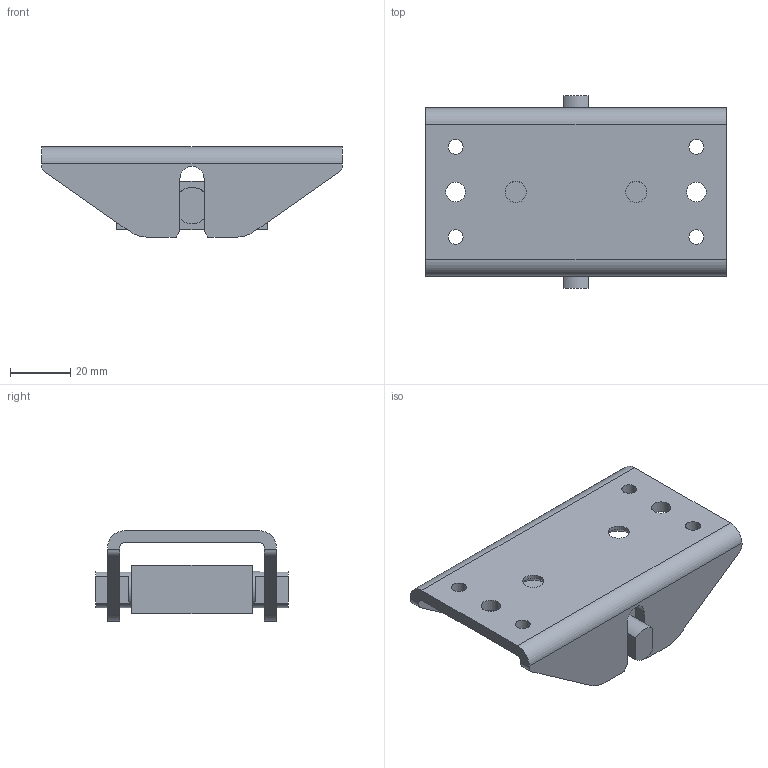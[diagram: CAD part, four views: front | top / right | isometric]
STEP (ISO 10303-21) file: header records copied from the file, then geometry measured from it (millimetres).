
FILE_DESCRIPTION((''),'2;1');
FILE_NAME('1600_32_03F.stp','2007-05-15T11:00:01',('valotma1'),(''),'Autodesk Inventor 11','Autodesk Inventor 11','');
FILE_SCHEMA(('AUTOMOTIVE_DESIGN { 1 0 10303 214 1 1 1 1 }'));
Length unit declared in the file: millimetre
Products named in the file (3): 1600_32_03F; CERNIERA Ø32-Ø40; TRASCINAMENTO Ø32-Ø40
Assembly tree (2 placements, depth 2):
  1600_32_03F
    CERNIERA Ø32-Ø40
    TRASCINAMENTO Ø32-Ø40
Bounding box: 100 x 64 x 30 mm (x, y, z)
Volume: 65375.4 mm3; surface area: 28116.3 mm2
Topology: 2 solids, 2 shells, 78 faces, 210 edges, 142 vertices
Faces by surface type: bspline 36, plane 27, cylinder 15
Full cylindrical faces by diameter (mm): 12 x2
Entity records: 2662 total; most frequent: CARTESIAN_POINT 769, ORIENTED_EDGE 360, DIRECTION 346, EDGE_CURVE 180, VERTEX_POINT 132, EDGE_LOOP 128, AXIS2_PLACEMENT_3D 119, VECTOR 108
